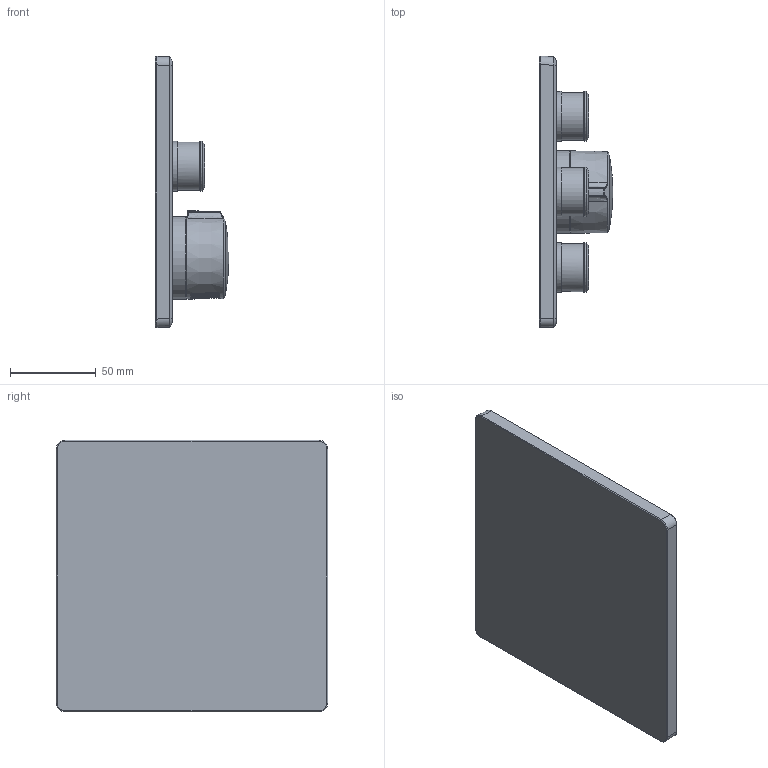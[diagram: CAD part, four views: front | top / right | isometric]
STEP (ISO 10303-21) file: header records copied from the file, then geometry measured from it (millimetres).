
FILE_DESCRIPTION(/* description */ ('Unknown'),/* implementation_level */ '2;1');
FILE_NAME(/* name */ '29149000',/* time_stamp */ '2022-09-07T08:12:58+02:00',/* author */ ('Unknown'),/* organization */ ('GROHE AG'),/* preprocessor_version */ 'ST-DEVELOPER v16.7',/* originating_system */ 'DEX',/* authorisation */ $);
FILE_SCHEMA (('AUTOMOTIVE_DESIGN {1 0 10303 214 3 1 1}'));
Products named in the file (11): 29149000; 160617_SMC_TurningKnob_Housing_facetted_29mm_Lob; 160617_SMC_TurningKnob_Housing_facetted_29mm_Lob_0; 160617_SMC_TurningKnob_Housing_facetted_29mm_Lob_1; 29149000_0; 29149000_1; 29149000_2; 29149000_3; 29149000_4; 29149000_5
Assembly tree (10 placements, depth 2):
  29149000
    29149000
    160617_SMC_TurningKnob_Housing_facetted_29mm_Lob
    160617_SMC_TurningKnob_Housing_facetted_29mm_Lob_0
    160617_SMC_TurningKnob_Housing_facetted_29mm_Lob_1
    29149000_0
    29149000_1
    29149000_2
    29149000_3
    29149000_4
    29149000_5
Bounding box: 42.82 x 157.96 x 157.96 mm (x, y, z)
Volume: 340930.1 mm3; surface area: 97963.3 mm2
Topology: 10 solids, 12 shells, 3148 faces, 8108 edges, 5313 vertices
Faces by surface type: plane 1525, cone 1087, cylinder 462, bspline 43, torus 23, sphere 8
Full cylindrical faces by diameter (mm): 20 x3, 24.5 x3, 27.755 x1, 27.927 x1, 27.98 x1, 29 x6, 29.7 x3, 33.3 x3, 40.4 x1, 42.1 x1, 48.18 x1
Entity records: 113652 total; most frequent: CARTESIAN_POINT 24910, ORIENTED_EDGE 16006, DIRECTION 14291, EDGE_CURVE 8003, AXIS2_PLACEMENT_3D 5589, VERTEX_POINT 5284, EDGE_LOOP 3555, FACE_BOUND 3555
